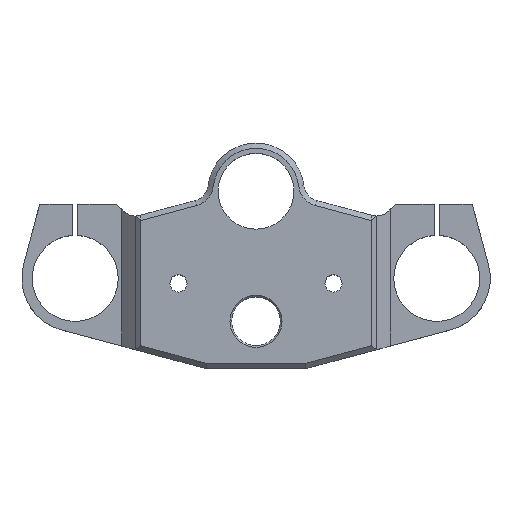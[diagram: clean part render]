
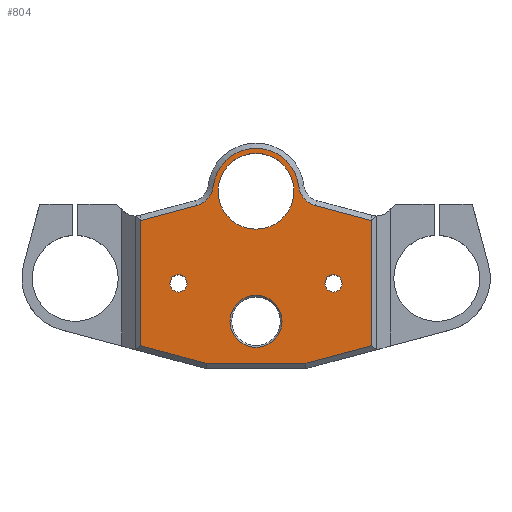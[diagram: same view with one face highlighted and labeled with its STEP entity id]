
A CAD part, top view. The second image highlights one B-rep face of the part: STEP entity #804.
In plain terms, the highlighted planar face has unit normal (0, 0, 1).
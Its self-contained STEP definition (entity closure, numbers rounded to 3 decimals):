
#51=CARTESIAN_POINT('',(203.0,86.007,46.0));
#52=VERTEX_POINT('',#51);
#59=CARTESIAN_POINT('',(203.0,13.33,46.0));
#60=VERTEX_POINT('',#59);
#61=CARTESIAN_POINT('',(203.0,86.007,46.0));
#62=DIRECTION('',(0.0,-1.0,0.0));
#63=VECTOR('',#62,72.677);
#64=LINE('',#61,#63);
#65=EDGE_CURVE('',#52,#60,#64,.T.);
#89=CARTESIAN_POINT('',(164.447,3.,46.0));
#90=VERTEX_POINT('',#89);
#91=CARTESIAN_POINT('',(203.0,13.33,46.0));
#92=DIRECTION('',(-0.966,-0.259,0.0));
#93=VECTOR('',#92,39.913);
#94=LINE('',#91,#93);
#95=EDGE_CURVE('',#60,#90,#94,.T.);
#120=CARTESIAN_POINT('',(107.553,3.,46.0));
#121=VERTEX_POINT('',#120);
#122=CARTESIAN_POINT('',(164.447,3.,46.0));
#123=DIRECTION('',(-1.0,0.0,0.0));
#124=VECTOR('',#123,56.894);
#125=LINE('',#122,#124);
#126=EDGE_CURVE('',#90,#121,#125,.T.);
#151=CARTESIAN_POINT('',(69.,13.33,46.0));
#152=VERTEX_POINT('',#151);
#153=CARTESIAN_POINT('',(107.553,3.,46.0));
#154=DIRECTION('',(-0.966,0.259,0.0));
#155=VECTOR('',#154,39.913);
#156=LINE('',#153,#155);
#157=EDGE_CURVE('',#121,#152,#156,.T.);
#182=CARTESIAN_POINT('',(69.,86.007,46.0));
#183=VERTEX_POINT('',#182);
#199=CARTESIAN_POINT('',(69.,13.33,46.0));
#200=DIRECTION('',(0.0,1.0,0.0));
#201=VECTOR('',#200,72.677);
#202=LINE('',#199,#201);
#203=EDGE_CURVE('',#152,#183,#202,.T.);
#421=CARTESIAN_POINT('',(69.353,86.097,46.0));
#422=VERTEX_POINT('',#421);
#423=CARTESIAN_POINT('',(65.989,98.654,46.0));
#424=DIRECTION('',(0.0,0.0,1.0));
#425=DIRECTION('',(-0.259,-0.966,0.0));
#426=AXIS2_PLACEMENT_3D('',#423,#424,#425);
#427=CIRCLE('',#426,13.);
#428=EDGE_CURVE('',#183,#422,#427,.T.);
#455=CARTESIAN_POINT('',(111.16,105.826,46.0));
#456=VERTEX_POINT('',#455);
#463=CARTESIAN_POINT('',(160.84,105.826,46.0));
#464=VERTEX_POINT('',#463);
#465=CARTESIAN_POINT('',(136.0,103.0,46.0));
#466=DIRECTION('',(0.0,0.0,-1.));
#467=DIRECTION('',(-0.993,0.121,0.0));
#468=AXIS2_PLACEMENT_3D('',#465,#466,#467);
#469=CIRCLE('',#468,25.);
#470=EDGE_CURVE('',#456,#464,#469,.T.);
#497=CARTESIAN_POINT('',(101.608,94.739,46.0));
#498=VERTEX_POINT('',#497);
#505=CARTESIAN_POINT('',(98.244,107.296,46.0));
#506=DIRECTION('',(0.0,0.0,1.0));
#507=DIRECTION('',(0.758,-0.653,0.0));
#508=AXIS2_PLACEMENT_3D('',#505,#506,#507);
#509=CIRCLE('',#508,13.);
#510=EDGE_CURVE('',#498,#456,#509,.T.);
#528=CARTESIAN_POINT('',(170.392,94.739,46.0));
#529=VERTEX_POINT('',#528);
#546=CARTESIAN_POINT('',(173.756,107.296,46.0));
#547=DIRECTION('',(0.0,0.0,1.0));
#548=DIRECTION('',(-0.758,-0.653,0.0));
#549=AXIS2_PLACEMENT_3D('',#546,#547,#548);
#550=CIRCLE('',#549,13.);
#551=EDGE_CURVE('',#464,#529,#550,.T.);
#562=CARTESIAN_POINT('',(69.353,86.097,46.0));
#563=DIRECTION('',(0.966,0.259,0.0));
#564=VECTOR('',#563,33.393);
#565=LINE('',#562,#564);
#566=EDGE_CURVE('',#422,#498,#565,.T.);
#583=CARTESIAN_POINT('',(202.647,86.097,46.0));
#584=VERTEX_POINT('',#583);
#600=CARTESIAN_POINT('',(170.392,94.739,46.0));
#601=DIRECTION('',(0.966,-0.259,0.0));
#602=VECTOR('',#601,33.393);
#603=LINE('',#600,#602);
#604=EDGE_CURVE('',#529,#584,#603,.T.);
#623=CARTESIAN_POINT('',(206.011,98.654,46.0));
#624=DIRECTION('',(0.0,0.0,1.0));
#625=DIRECTION('',(0.259,-0.966,0.0));
#626=AXIS2_PLACEMENT_3D('',#623,#624,#625);
#627=CIRCLE('',#626,13.);
#628=EDGE_CURVE('',#584,#52,#627,.T.);
#741=CARTESIAN_POINT('',(136.,24.714,46.0));
#742=DIRECTION('',(0.0,0.0,1.0));
#743=DIRECTION('',(1.0,0.0,0.0));
#744=AXIS2_PLACEMENT_3D('',#741,#742,#743);
#745=PLANE('',#744);
#746=ORIENTED_EDGE('',*,*,#65,.F.);
#747=ORIENTED_EDGE('',*,*,#628,.F.);
#748=ORIENTED_EDGE('',*,*,#604,.F.);
#749=ORIENTED_EDGE('',*,*,#551,.F.);
#750=ORIENTED_EDGE('',*,*,#470,.F.);
#751=ORIENTED_EDGE('',*,*,#510,.F.);
#752=ORIENTED_EDGE('',*,*,#566,.F.);
#753=ORIENTED_EDGE('',*,*,#428,.F.);
#754=ORIENTED_EDGE('',*,*,#203,.F.);
#755=ORIENTED_EDGE('',*,*,#157,.F.);
#756=ORIENTED_EDGE('',*,*,#126,.F.);
#757=ORIENTED_EDGE('',*,*,#95,.F.);
#758=EDGE_LOOP('',(#746,#747,#748,#749,#750,#751,#752,#753,#754,#755,#756,#757));
#759=FACE_OUTER_BOUND('',#758,.T.);
#760=CARTESIAN_POINT('',(151.1,27.5,46.0));
#761=VERTEX_POINT('',#760);
#762=CARTESIAN_POINT('',(136.0,27.5,46.0));
#763=DIRECTION('',(0.0,0.0,1.0));
#764=DIRECTION('',(-1.0,0.0,0.0));
#765=AXIS2_PLACEMENT_3D('',#762,#763,#764);
#766=CIRCLE('',#765,15.1);
#767=EDGE_CURVE('',#761,#761,#766,.T.);
#768=ORIENTED_EDGE('',*,*,#767,.F.);
#769=EDGE_LOOP('',(#768));
#770=FACE_BOUND('',#769,.T.);
#771=CARTESIAN_POINT('',(96.0,49.5,46.0));
#772=VERTEX_POINT('',#771);
#773=CARTESIAN_POINT('',(91.0,49.5,46.));
#774=DIRECTION('',(0.0,0.0,1.0));
#775=DIRECTION('',(1.0,0.0,0.0));
#776=AXIS2_PLACEMENT_3D('',#773,#774,#775);
#777=CIRCLE('',#776,5.0);
#778=EDGE_CURVE('',#772,#772,#777,.T.);
#779=ORIENTED_EDGE('',*,*,#778,.F.);
#780=EDGE_LOOP('',(#779));
#781=FACE_BOUND('',#780,.T.);
#782=CARTESIAN_POINT('',(186.0,49.5,46.0));
#783=VERTEX_POINT('',#782);
#784=CARTESIAN_POINT('',(181.0,49.5,46.));
#785=DIRECTION('',(0.0,0.0,1.0));
#786=DIRECTION('',(1.0,0.0,0.0));
#787=AXIS2_PLACEMENT_3D('',#784,#785,#786);
#788=CIRCLE('',#787,5.0);
#789=EDGE_CURVE('',#783,#783,#788,.T.);
#790=ORIENTED_EDGE('',*,*,#789,.F.);
#791=EDGE_LOOP('',(#790));
#792=FACE_BOUND('',#791,.T.);
#793=CARTESIAN_POINT('',(158.0,103.0,46.0));
#794=VERTEX_POINT('',#793);
#795=CARTESIAN_POINT('',(136.0,103.0,46.));
#796=DIRECTION('',(0.0,0.0,1.0));
#797=DIRECTION('',(1.0,0.0,0.0));
#798=AXIS2_PLACEMENT_3D('',#795,#796,#797);
#799=CIRCLE('',#798,22.0);
#800=EDGE_CURVE('',#794,#794,#799,.T.);
#801=ORIENTED_EDGE('',*,*,#800,.F.);
#802=EDGE_LOOP('',(#801));
#803=FACE_BOUND('',#802,.T.);
#804=ADVANCED_FACE('',(#759,#770,#781,#792,#803),#745,.T.);
